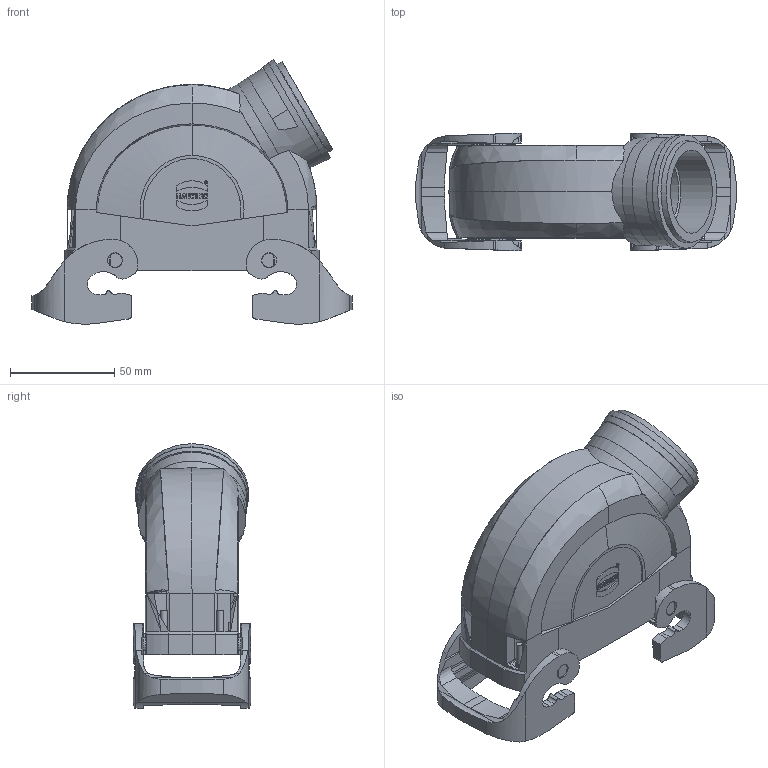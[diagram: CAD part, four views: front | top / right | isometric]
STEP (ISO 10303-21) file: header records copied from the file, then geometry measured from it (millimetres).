
FILE_DESCRIPTION(/* description */ (''),/* implementation_level */ '2;1');
FILE_NAME(/* name */ '100733236ugm000_d.stp',/* time_stamp */ '2022-07-06T13:59:45+02:00',/* author */ (''),/* organization */ (''),/* preprocessor_version */ 'ST-DEVELOPER v16.7',/* originating_system */ 'SIEMENS PLM Software NX 1911',/* authorisation */ '');
FILE_SCHEMA (('AUTOMOTIVE_DESIGN { 1 0 10303 214 3 1 1 1 }'));
Length unit declared in the file: millimetre
Products named in the file (1): 100733236ugm000_d
Bounding box: 153.67 x 56.57 x 127.05 mm (x, y, z)
Volume: 142127.7 mm3; surface area: 80375.7 mm2
Topology: 3 solids, 3 shells, 593 faces, 1667 edges, 1102 vertices
Faces by surface type: plane 362, cylinder 148, cone 34, bspline 32, extrusion 17
Full cylindrical faces by diameter (mm): 1.006 x1, 1.477 x1, 3 x4, 3.5 x4, 7.2 x4, 38 x1, 40 x1, 54.4 x1
Entity records: 28153 total; most frequent: CARTESIAN_POINT 8884, ORIENTED_EDGE 3268, DIRECTION 2952, EDGE_CURVE 1634, VERTEX_POINT 1091, VECTOR 1014, LINE 997, AXIS2_PLACEMENT_3D 969
